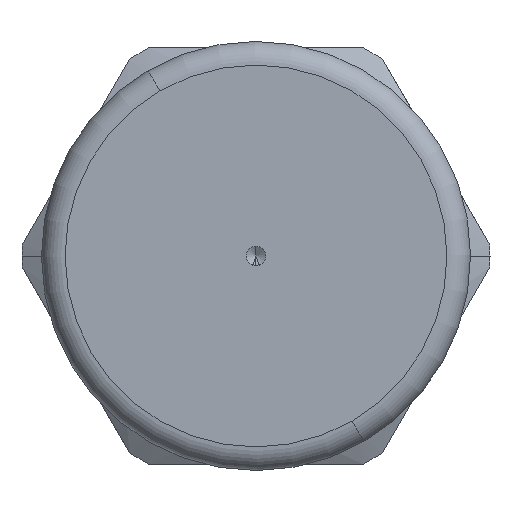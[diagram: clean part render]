
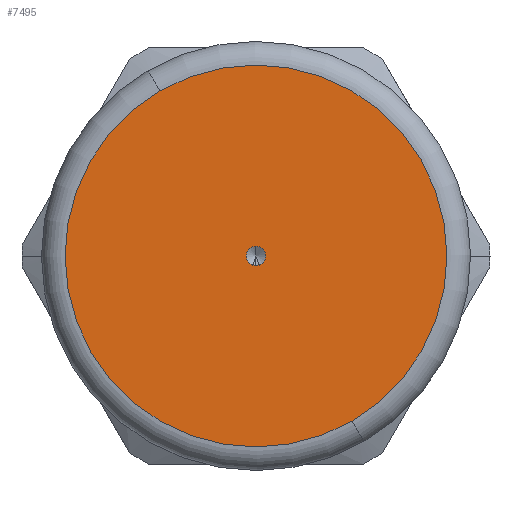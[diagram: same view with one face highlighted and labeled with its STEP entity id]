
A CAD part, left-side view. The second image highlights one B-rep face of the part: STEP entity #7495.
In plain terms, the highlighted planar face has unit normal (-1, 0, 0).
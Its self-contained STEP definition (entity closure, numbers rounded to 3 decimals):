
#212 = CIRCLE ( 'NONE', #1839, 11.658 ) ;
#1307 = ORIENTED_EDGE ( 'NONE', *, *, #7051, .F. ) ;
#1391 = CARTESIAN_POINT ( 'NONE',  ( -32.55, -0.302, -0.519 ) ) ;
#1415 = AXIS2_PLACEMENT_3D ( 'NONE', #1391, #10610, #5563 ) ;
#1513 = AXIS2_PLACEMENT_3D ( 'NONE', #7345, #8337, #9395 ) ;
#1628 = DIRECTION ( 'NONE',  ( 0., -0.503, -0.864 ) ) ;
#1639 = EDGE_CURVE ( 'NONE', #9119, #2277, #8026, .T. ) ;
#1839 = AXIS2_PLACEMENT_3D ( 'NONE', #8985, #4848, #1628 ) ;
#1972 = CARTESIAN_POINT ( 'NONE',  ( -32.55, 0., 0. ) ) ;
#2277 = VERTEX_POINT ( 'NONE', #6447 ) ;
#3118 = DIRECTION ( 'NONE',  ( 1., 0., 0. ) ) ;
#3598 = VERTEX_POINT ( 'NONE', #10680 ) ;
#3618 = EDGE_LOOP ( 'NONE', ( #7510, #13205 ) ) ;
#3775 = AXIS2_PLACEMENT_3D ( 'NONE', #12157, #5936, #12121 ) ;
#4848 = DIRECTION ( 'NONE',  ( 1., 0., 0. ) ) ;
#5052 = CARTESIAN_POINT ( 'NONE',  ( -32.55, -0.302, -0.519 ) ) ;
#5253 = CARTESIAN_POINT ( 'NONE',  ( -32.55, -5.865, -10.076 ) ) ;
#5563 = DIRECTION ( 'NONE',  ( 0., 0.503, 0.864 ) ) ;
#5936 = DIRECTION ( 'NONE',  ( 1., 0., 0. ) ) ;
#6065 = EDGE_LOOP ( 'NONE', ( #1307, #13176 ) ) ;
#6447 = CARTESIAN_POINT ( 'NONE',  ( -32.55, 0.302, 0.519 ) ) ;
#6978 = EDGE_CURVE ( 'NONE', #3598, #7841, #12592, .T. ) ;
#7051 = EDGE_CURVE ( 'NONE', #7841, #3598, #212, .T. ) ;
#7345 = CARTESIAN_POINT ( 'NONE',  ( -32.55, 0., 0. ) ) ;
#7495 = ADVANCED_FACE ( 'NONE', ( #10677, #11141 ), #7661, .T. ) ;
#7510 = ORIENTED_EDGE ( 'NONE', *, *, #1639, .T. ) ;
#7661 = PLANE ( 'NONE',  #1415 ) ;
#7841 = VERTEX_POINT ( 'NONE', #5253 ) ;
#8026 = CIRCLE ( 'NONE', #1513, 0.6 ) ;
#8140 = DIRECTION ( 'NONE',  ( 0., -0.503, -0.864 ) ) ;
#8337 = DIRECTION ( 'NONE',  ( 1., 0., 0. ) ) ;
#8573 = CIRCLE ( 'NONE', #12564, 0.6 ) ;
#8985 = CARTESIAN_POINT ( 'NONE',  ( -32.55, 0., 0. ) ) ;
#9119 = VERTEX_POINT ( 'NONE', #5052 ) ;
#9395 = DIRECTION ( 'NONE',  ( 0., -0.503, -0.864 ) ) ;
#10610 = DIRECTION ( 'NONE',  ( -1., 0., 0. ) ) ;
#10677 = FACE_BOUND ( 'NONE', #3618, .T. ) ;
#10680 = CARTESIAN_POINT ( 'NONE',  ( -32.55, 5.865, 10.076 ) ) ;
#10970 = EDGE_CURVE ( 'NONE', #2277, #9119, #8573, .T. ) ;
#11141 = FACE_OUTER_BOUND ( 'NONE', #6065, .T. ) ;
#12121 = DIRECTION ( 'NONE',  ( 0., -0.503, -0.864 ) ) ;
#12157 = CARTESIAN_POINT ( 'NONE',  ( -32.55, 0., 0. ) ) ;
#12564 = AXIS2_PLACEMENT_3D ( 'NONE', #1972, #3118, #8140 ) ;
#12592 = CIRCLE ( 'NONE', #3775, 11.658 ) ;
#13176 = ORIENTED_EDGE ( 'NONE', *, *, #6978, .F. ) ;
#13205 = ORIENTED_EDGE ( 'NONE', *, *, #10970, .T. ) ;
